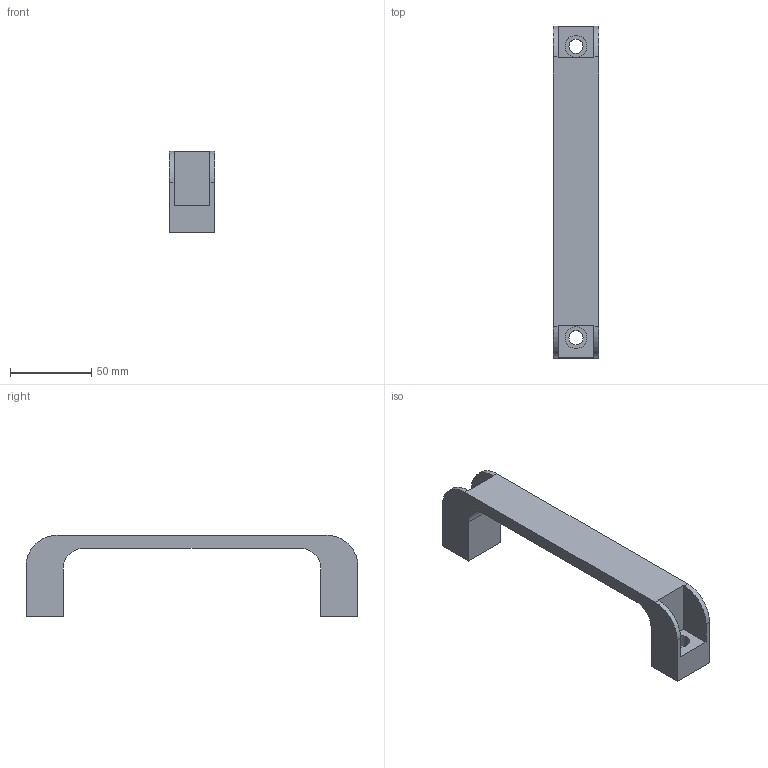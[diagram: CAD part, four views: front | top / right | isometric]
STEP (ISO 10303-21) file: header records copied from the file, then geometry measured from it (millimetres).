
FILE_DESCRIPTION((''),'2;1');
FILE_NAME('13AC7302.stp','2015-07-14T10:41:11',(''),(''),'Mechanical Desktop 2011','Mechanical Desktop 2011',', , ');
FILE_SCHEMA(('AUTOMOTIVE_DESIGN { 1 2 10303 214 1 1 1 1 }'));
Length unit declared in the file: inch
Products named in the file (1): Product
Bounding box: 27.99 x 203.99 x 49.99 mm (x, y, z)
Volume: 68249.7 mm3; surface area: 26293.7 mm2
Topology: 1 solids, 1 shells, 34 faces, 90 edges, 60 vertices
Faces by surface type: plane 20, cylinder 14
Entity records: 1117 total; most frequent: DIRECTION 188, CARTESIAN_POINT 185, ORIENTED_EDGE 180, EDGE_CURVE 90, AXIS2_PLACEMENT_3D 63, VECTOR 62, LINE 62, VERTEX_POINT 60
